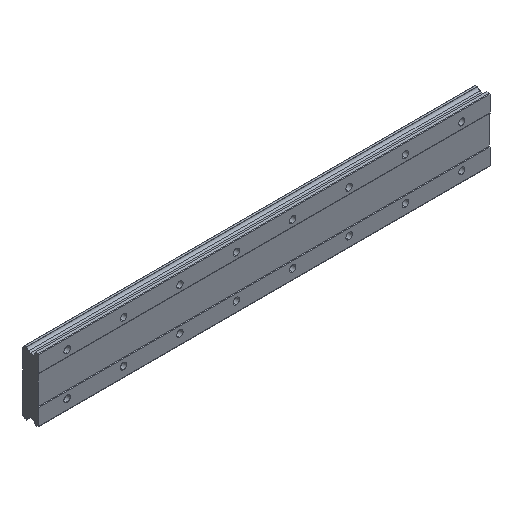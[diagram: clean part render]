
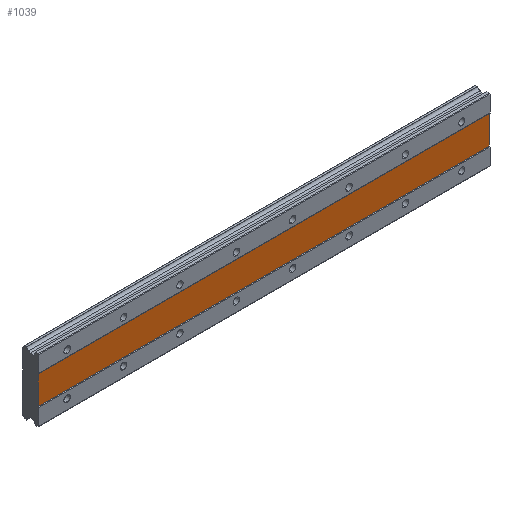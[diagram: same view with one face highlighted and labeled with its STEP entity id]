
A CAD part, isometric view. The second image highlights one B-rep face of the part: STEP entity #1039.
In plain terms, the highlighted planar face has unit normal (0, -1, 0).
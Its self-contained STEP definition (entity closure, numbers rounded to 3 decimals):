
#30 = CARTESIAN_POINT ( 'NONE',  ( 600., 1., -20. ) ) ;
#96 = CARTESIAN_POINT ( 'NONE',  ( -40., 1., 20. ) ) ;
#127 = LINE ( 'NONE', #1521, #1694 ) ;
#371 = DIRECTION ( 'NONE',  ( -1., 0., 0. ) ) ;
#617 = DIRECTION ( 'NONE',  ( 0., 1., 0. ) ) ;
#772 = EDGE_LOOP ( 'NONE', ( #2118, #2592, #1341, #2030 ) ) ;
#951 = CARTESIAN_POINT ( 'NONE',  ( 600., 1., 20. ) ) ;
#1039 = ADVANCED_FACE ( 'NONE', ( #2784 ), #1393, .F. ) ;
#1245 = DIRECTION ( 'NONE',  ( 0., 0., -1. ) ) ;
#1301 = VERTEX_POINT ( 'NONE', #30 ) ;
#1341 = ORIENTED_EDGE ( 'NONE', *, *, #1626, .F. ) ;
#1393 = PLANE ( 'NONE',  #2799 ) ;
#1521 = CARTESIAN_POINT ( 'NONE',  ( 600., 1., 20. ) ) ;
#1527 = EDGE_CURVE ( 'NONE', #1301, #2370, #1767, .T. ) ;
#1538 = CARTESIAN_POINT ( 'NONE',  ( -40., 1., -20. ) ) ;
#1541 = VERTEX_POINT ( 'NONE', #1880 ) ;
#1626 = EDGE_CURVE ( 'NONE', #2953, #1541, #2385, .T. ) ;
#1694 = VECTOR ( 'NONE', #1245, 1000. ) ;
#1767 = LINE ( 'NONE', #2881, #3153 ) ;
#1837 = EDGE_CURVE ( 'NONE', #2370, #2953, #2296, .T. ) ;
#1880 = CARTESIAN_POINT ( 'NONE',  ( 600., 1., 20. ) ) ;
#2030 = ORIENTED_EDGE ( 'NONE', *, *, #1837, .F. ) ;
#2118 = ORIENTED_EDGE ( 'NONE', *, *, #1527, .F. ) ;
#2178 = CARTESIAN_POINT ( 'NONE',  ( 600., 1., 20. ) ) ;
#2296 = LINE ( 'NONE', #3457, #2389 ) ;
#2299 = EDGE_CURVE ( 'NONE', #1541, #1301, #127, .T. ) ;
#2370 = VERTEX_POINT ( 'NONE', #1538 ) ;
#2385 = LINE ( 'NONE', #2178, #2810 ) ;
#2389 = VECTOR ( 'NONE', #2576, 1000. ) ;
#2576 = DIRECTION ( 'NONE',  ( 0., 0., 1. ) ) ;
#2592 = ORIENTED_EDGE ( 'NONE', *, *, #2299, .F. ) ;
#2784 = FACE_OUTER_BOUND ( 'NONE', #772, .T. ) ;
#2799 = AXIS2_PLACEMENT_3D ( 'NONE', #951, #617, #2904 ) ;
#2810 = VECTOR ( 'NONE', #3234, 1000. ) ;
#2881 = CARTESIAN_POINT ( 'NONE',  ( 600., 1., -20. ) ) ;
#2904 = DIRECTION ( 'NONE',  ( 0., 0., 1. ) ) ;
#2953 = VERTEX_POINT ( 'NONE', #96 ) ;
#3153 = VECTOR ( 'NONE', #371, 1000. ) ;
#3234 = DIRECTION ( 'NONE',  ( 1., 0., 0. ) ) ;
#3457 = CARTESIAN_POINT ( 'NONE',  ( -40., 1., 20. ) ) ;
